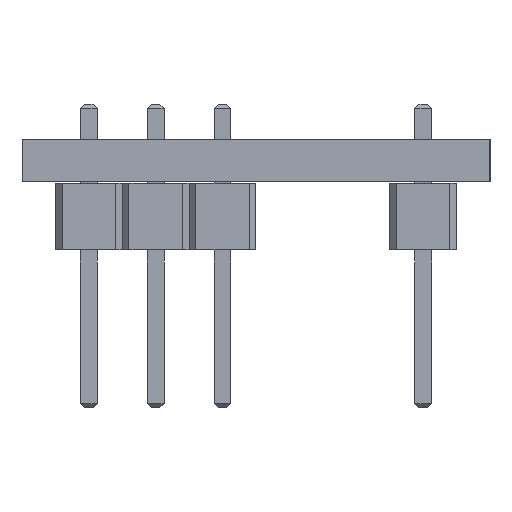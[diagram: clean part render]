
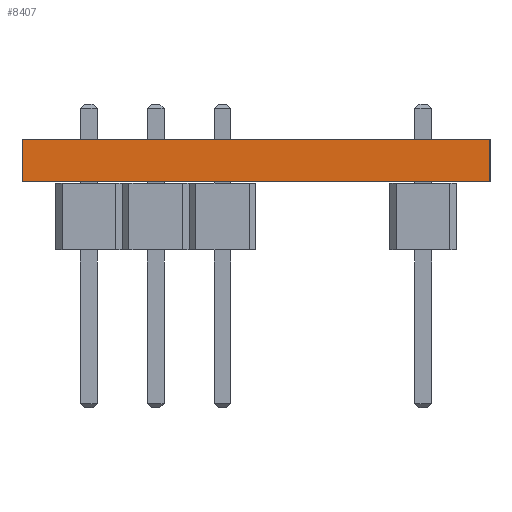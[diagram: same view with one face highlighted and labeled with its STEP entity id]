
A CAD part, left-side view. The second image highlights one B-rep face of the part: STEP entity #8407.
In plain terms, the highlighted planar face has unit normal (-1, 0, 0).
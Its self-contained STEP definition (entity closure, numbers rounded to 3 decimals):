
#8291 = EDGE_CURVE('',#8292,#8294,#8296,.T.);
#8292 = VERTEX_POINT('',#8293);
#8293 = CARTESIAN_POINT('',(101.6,-111.76,0.));
#8294 = VERTEX_POINT('',#8295);
#8295 = CARTESIAN_POINT('',(101.6,-111.76,1.6));
#8296 = SURFACE_CURVE('',#8297,(#8301,#8313),.PCURVE_S1.);
#8297 = LINE('',#8298,#8299);
#8298 = CARTESIAN_POINT('',(101.6,-111.76,0.));
#8299 = VECTOR('',#8300,1.);
#8300 = DIRECTION('',(0.,0.,1.));
#8301 = PCURVE('',#8302,#8307);
#8302 = PLANE('',#8303);
#8303 = AXIS2_PLACEMENT_3D('',#8304,#8305,#8306);
#8304 = CARTESIAN_POINT('',(101.6,-111.76,0.));
#8305 = DIRECTION('',(0.,1.,0.));
#8306 = DIRECTION('',(1.,0.,0.));
#8307 = DEFINITIONAL_REPRESENTATION('',(#8308),#8312);
#8308 = LINE('',#8309,#8310);
#8309 = CARTESIAN_POINT('',(0.,0.));
#8310 = VECTOR('',#8311,1.);
#8311 = DIRECTION('',(0.,-1.));
#8312 = ( GEOMETRIC_REPRESENTATION_CONTEXT(2) 
PARAMETRIC_REPRESENTATION_CONTEXT() REPRESENTATION_CONTEXT('2D SPACE',''
  ) );
#8313 = PCURVE('',#8314,#8319);
#8314 = PLANE('',#8315);
#8315 = AXIS2_PLACEMENT_3D('',#8316,#8317,#8318);
#8316 = CARTESIAN_POINT('',(101.6,-129.54,0.));
#8317 = DIRECTION('',(-1.,0.,0.));
#8318 = DIRECTION('',(0.,1.,0.));
#8319 = DEFINITIONAL_REPRESENTATION('',(#8320),#8324);
#8320 = LINE('',#8321,#8322);
#8321 = CARTESIAN_POINT('',(17.78,0.));
#8322 = VECTOR('',#8323,1.);
#8323 = DIRECTION('',(0.,-1.));
#8324 = ( GEOMETRIC_REPRESENTATION_CONTEXT(2) 
PARAMETRIC_REPRESENTATION_CONTEXT() REPRESENTATION_CONTEXT('2D SPACE',''
  ) );
#8342 = PLANE('',#8343);
#8343 = AXIS2_PLACEMENT_3D('',#8344,#8345,#8346);
#8344 = CARTESIAN_POINT('',(129.54,-120.65,1.6));
#8345 = DIRECTION('',(0.,0.,-1.));
#8346 = DIRECTION('',(-1.,0.,0.));
#8396 = PLANE('',#8397);
#8397 = AXIS2_PLACEMENT_3D('',#8398,#8399,#8400);
#8398 = CARTESIAN_POINT('',(129.54,-120.65,0.));
#8399 = DIRECTION('',(0.,0.,-1.));
#8400 = DIRECTION('',(-1.,0.,0.));
#8407 = ADVANCED_FACE('',(#8408),#8314,.T.);
#8408 = FACE_BOUND('',#8409,.T.);
#8409 = EDGE_LOOP('',(#8410,#8440,#8461,#8462));
#8410 = ORIENTED_EDGE('',*,*,#8411,.T.);
#8411 = EDGE_CURVE('',#8412,#8414,#8416,.T.);
#8412 = VERTEX_POINT('',#8413);
#8413 = CARTESIAN_POINT('',(101.6,-129.54,0.));
#8414 = VERTEX_POINT('',#8415);
#8415 = CARTESIAN_POINT('',(101.6,-129.54,1.6));
#8416 = SURFACE_CURVE('',#8417,(#8421,#8428),.PCURVE_S1.);
#8417 = LINE('',#8418,#8419);
#8418 = CARTESIAN_POINT('',(101.6,-129.54,0.));
#8419 = VECTOR('',#8420,1.);
#8420 = DIRECTION('',(0.,0.,1.));
#8421 = PCURVE('',#8314,#8422);
#8422 = DEFINITIONAL_REPRESENTATION('',(#8423),#8427);
#8423 = LINE('',#8424,#8425);
#8424 = CARTESIAN_POINT('',(0.,0.));
#8425 = VECTOR('',#8426,1.);
#8426 = DIRECTION('',(0.,-1.));
#8427 = ( GEOMETRIC_REPRESENTATION_CONTEXT(2) 
PARAMETRIC_REPRESENTATION_CONTEXT() REPRESENTATION_CONTEXT('2D SPACE',''
  ) );
#8428 = PCURVE('',#8429,#8434);
#8429 = PLANE('',#8430);
#8430 = AXIS2_PLACEMENT_3D('',#8431,#8432,#8433);
#8431 = CARTESIAN_POINT('',(157.48,-129.54,0.));
#8432 = DIRECTION('',(0.,-1.,0.));
#8433 = DIRECTION('',(-1.,0.,0.));
#8434 = DEFINITIONAL_REPRESENTATION('',(#8435),#8439);
#8435 = LINE('',#8436,#8437);
#8436 = CARTESIAN_POINT('',(55.88,0.));
#8437 = VECTOR('',#8438,1.);
#8438 = DIRECTION('',(0.,-1.));
#8439 = ( GEOMETRIC_REPRESENTATION_CONTEXT(2) 
PARAMETRIC_REPRESENTATION_CONTEXT() REPRESENTATION_CONTEXT('2D SPACE',''
  ) );
#8440 = ORIENTED_EDGE('',*,*,#8441,.T.);
#8441 = EDGE_CURVE('',#8414,#8294,#8442,.T.);
#8442 = SURFACE_CURVE('',#8443,(#8447,#8454),.PCURVE_S1.);
#8443 = LINE('',#8444,#8445);
#8444 = CARTESIAN_POINT('',(101.6,-129.54,1.6));
#8445 = VECTOR('',#8446,1.);
#8446 = DIRECTION('',(0.,1.,0.));
#8447 = PCURVE('',#8314,#8448);
#8448 = DEFINITIONAL_REPRESENTATION('',(#8449),#8453);
#8449 = LINE('',#8450,#8451);
#8450 = CARTESIAN_POINT('',(0.,-1.6));
#8451 = VECTOR('',#8452,1.);
#8452 = DIRECTION('',(1.,0.));
#8453 = ( GEOMETRIC_REPRESENTATION_CONTEXT(2) 
PARAMETRIC_REPRESENTATION_CONTEXT() REPRESENTATION_CONTEXT('2D SPACE',''
  ) );
#8454 = PCURVE('',#8342,#8455);
#8455 = DEFINITIONAL_REPRESENTATION('',(#8456),#8460);
#8456 = LINE('',#8457,#8458);
#8457 = CARTESIAN_POINT('',(27.94,-8.89));
#8458 = VECTOR('',#8459,1.);
#8459 = DIRECTION('',(0.,1.));
#8460 = ( GEOMETRIC_REPRESENTATION_CONTEXT(2) 
PARAMETRIC_REPRESENTATION_CONTEXT() REPRESENTATION_CONTEXT('2D SPACE',''
  ) );
#8461 = ORIENTED_EDGE('',*,*,#8291,.F.);
#8462 = ORIENTED_EDGE('',*,*,#8463,.F.);
#8463 = EDGE_CURVE('',#8412,#8292,#8464,.T.);
#8464 = SURFACE_CURVE('',#8465,(#8469,#8476),.PCURVE_S1.);
#8465 = LINE('',#8466,#8467);
#8466 = CARTESIAN_POINT('',(101.6,-129.54,0.));
#8467 = VECTOR('',#8468,1.);
#8468 = DIRECTION('',(0.,1.,0.));
#8469 = PCURVE('',#8314,#8470);
#8470 = DEFINITIONAL_REPRESENTATION('',(#8471),#8475);
#8471 = LINE('',#8472,#8473);
#8472 = CARTESIAN_POINT('',(0.,0.));
#8473 = VECTOR('',#8474,1.);
#8474 = DIRECTION('',(1.,0.));
#8475 = ( GEOMETRIC_REPRESENTATION_CONTEXT(2) 
PARAMETRIC_REPRESENTATION_CONTEXT() REPRESENTATION_CONTEXT('2D SPACE',''
  ) );
#8476 = PCURVE('',#8396,#8477);
#8477 = DEFINITIONAL_REPRESENTATION('',(#8478),#8482);
#8478 = LINE('',#8479,#8480);
#8479 = CARTESIAN_POINT('',(27.94,-8.89));
#8480 = VECTOR('',#8481,1.);
#8481 = DIRECTION('',(0.,1.));
#8482 = ( GEOMETRIC_REPRESENTATION_CONTEXT(2) 
PARAMETRIC_REPRESENTATION_CONTEXT() REPRESENTATION_CONTEXT('2D SPACE',''
  ) );
